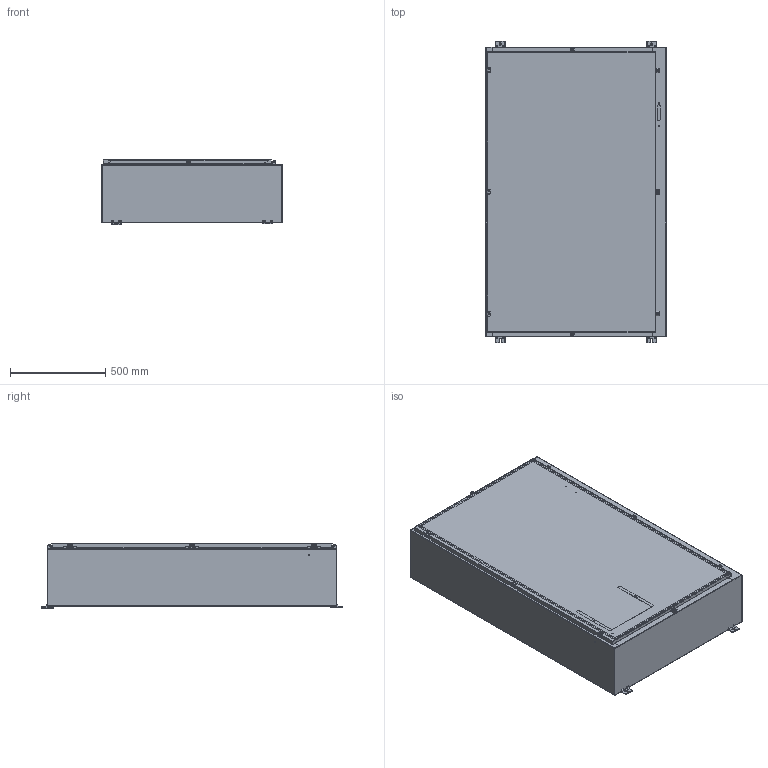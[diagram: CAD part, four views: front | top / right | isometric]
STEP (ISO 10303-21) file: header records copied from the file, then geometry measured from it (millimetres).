
FILE_DESCRIPTION (( 'STEP AP214' ), '1' );
FILE_NAME ('SCE-60HS3712LP.STEP', '2023-08-25T19:02:10', ( '' ), ( '' ), 'SwSTEP 2.0', 'SolidWorks 2021', '' );
FILE_SCHEMA (( 'AUTOMOTIVE_DESIGN' ));
Length unit declared in the file: inch
Products named in the file (1): SCE-60HS3712LP
Bounding box: 949.33 x 1587.5 x 344.35 mm (x, y, z)
Volume: 13120674.7 mm3; surface area: 12318854.6 mm2
Topology: 47 solids, 47 shells, 2248 faces, 5685 edges, 3515 vertices
Faces by surface type: cylinder 897, plane 886, bspline 298, torus 104, cone 47, sphere 16
Full cylindrical faces by diameter (mm): 4.775 x4, 5.156 x5, 6.299 x5, 6.35 x5, 7.874 x4, 7.925 x4, 11.125 x2, 12.878 x5, 14.986 x4
Entity records: 76919 total; most frequent: CARTESIAN_POINT 23865, ORIENTED_EDGE 11064, DIRECTION 10714, EDGE_CURVE 5532, AXIS2_PLACEMENT_3D 3847, VERTEX_POINT 3494, LINE 3020, VECTOR 3020
